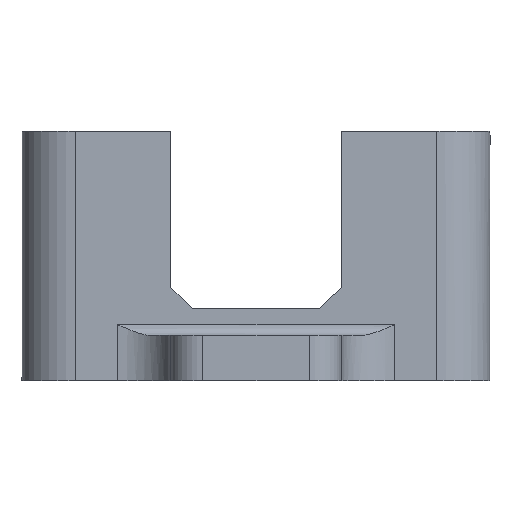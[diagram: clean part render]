
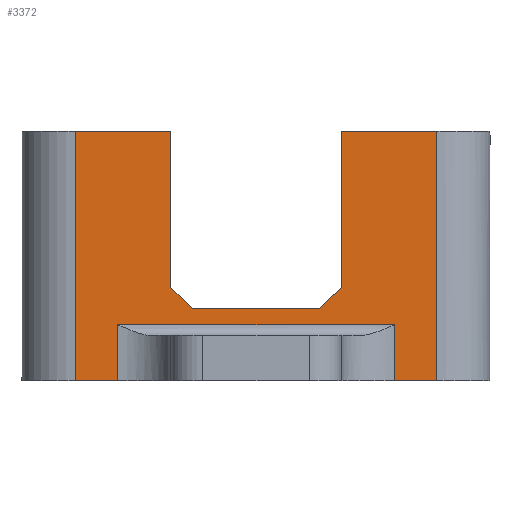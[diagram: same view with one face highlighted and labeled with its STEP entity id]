
A CAD part, front view. The second image highlights one B-rep face of the part: STEP entity #3372.
In plain terms, the highlighted face is planar.
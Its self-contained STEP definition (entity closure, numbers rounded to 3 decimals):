
#146=FACE_OUTER_BOUND('',#319,.T.);
#319=EDGE_LOOP('',(#2286,#2287,#2288,#2289,#2290,#2291,#2292,#2293,#2294,
#2295,#2296,#2297,#2298,#2299));
#527=LINE('',#4678,#972);
#531=LINE('',#4685,#976);
#532=LINE('',#4688,#977);
#541=LINE('',#4745,#986);
#546=LINE('',#4767,#991);
#549=LINE('',#4774,#994);
#551=LINE('',#4780,#996);
#552=LINE('',#4782,#997);
#553=LINE('',#4784,#998);
#554=LINE('',#4785,#999);
#555=LINE('',#4787,#1000);
#556=LINE('',#4789,#1001);
#557=LINE('',#4791,#1002);
#558=LINE('',#4792,#1003);
#972=VECTOR('',#3787,10.);
#976=VECTOR('',#3793,10.);
#977=VECTOR('',#3796,10.);
#986=VECTOR('',#3821,10.);
#991=VECTOR('',#3842,10.);
#994=VECTOR('',#3849,10.);
#996=VECTOR('',#3855,10.);
#997=VECTOR('',#3856,10.);
#998=VECTOR('',#3857,10.);
#999=VECTOR('',#3858,10.);
#1000=VECTOR('',#3859,10.);
#1001=VECTOR('',#3860,10.);
#1002=VECTOR('',#3861,10.);
#1003=VECTOR('',#3862,10.);
#1415=VERTEX_POINT('',#4675);
#1416=VERTEX_POINT('',#4677);
#1418=VERTEX_POINT('',#4683);
#1419=VERTEX_POINT('',#4687);
#1432=VERTEX_POINT('',#4728);
#1435=VERTEX_POINT('',#4738);
#1444=VERTEX_POINT('',#4765);
#1446=VERTEX_POINT('',#4773);
#1448=VERTEX_POINT('',#4779);
#1449=VERTEX_POINT('',#4781);
#1450=VERTEX_POINT('',#4783);
#1451=VERTEX_POINT('',#4786);
#1452=VERTEX_POINT('',#4788);
#1453=VERTEX_POINT('',#4790);
#1739=EDGE_CURVE('',#1415,#1416,#527,.T.);
#1743=EDGE_CURVE('',#1418,#1415,#531,.T.);
#1744=EDGE_CURVE('',#1419,#1418,#532,.T.);
#1762=EDGE_CURVE('',#1435,#1432,#541,.T.);
#1773=EDGE_CURVE('',#1435,#1444,#546,.T.);
#1776=EDGE_CURVE('',#1432,#1446,#549,.T.);
#1779=EDGE_CURVE('',#1448,#1444,#551,.T.);
#1780=EDGE_CURVE('',#1449,#1448,#552,.T.);
#1781=EDGE_CURVE('',#1449,#1450,#553,.T.);
#1782=EDGE_CURVE('',#1416,#1450,#554,.T.);
#1783=EDGE_CURVE('',#1451,#1419,#555,.T.);
#1784=EDGE_CURVE('',#1451,#1452,#556,.T.);
#1785=EDGE_CURVE('',#1453,#1452,#557,.T.);
#1786=EDGE_CURVE('',#1446,#1453,#558,.T.);
#2286=ORIENTED_EDGE('',*,*,#1773,.T.);
#2287=ORIENTED_EDGE('',*,*,#1779,.F.);
#2288=ORIENTED_EDGE('',*,*,#1780,.F.);
#2289=ORIENTED_EDGE('',*,*,#1781,.T.);
#2290=ORIENTED_EDGE('',*,*,#1782,.F.);
#2291=ORIENTED_EDGE('',*,*,#1739,.F.);
#2292=ORIENTED_EDGE('',*,*,#1743,.F.);
#2293=ORIENTED_EDGE('',*,*,#1744,.F.);
#2294=ORIENTED_EDGE('',*,*,#1783,.F.);
#2295=ORIENTED_EDGE('',*,*,#1784,.T.);
#2296=ORIENTED_EDGE('',*,*,#1785,.F.);
#2297=ORIENTED_EDGE('',*,*,#1786,.F.);
#2298=ORIENTED_EDGE('',*,*,#1776,.F.);
#2299=ORIENTED_EDGE('',*,*,#1762,.F.);
#3221=PLANE('',#3570);
#3372=ADVANCED_FACE('',(#146),#3221,.F.);
#3570=AXIS2_PLACEMENT_3D('',#4778,#3853,#3854);
#3787=DIRECTION('',(0.,0.707,-0.707));
#3793=DIRECTION('',(0.009,0.,-1.));
#3796=DIRECTION('',(0.012,-0.707,-0.707));
#3821=DIRECTION('',(-0.009,0.,1.));
#3842=DIRECTION('',(0.009,-1.,0.));
#3849=DIRECTION('',(0.009,-1.,0.));
#3853=DIRECTION('center_axis',(-1.,-0.009,-0.009));
#3854=DIRECTION('ref_axis',(-0.009,0.,1.));
#3855=DIRECTION('',(-0.009,0.,1.));
#3856=DIRECTION('',(0.009,-1.,0.));
#3857=DIRECTION('',(-0.009,0.,1.));
#3858=DIRECTION('',(-0.009,1.,0.));
#3859=DIRECTION('',(0.009,-1.,0.));
#3860=DIRECTION('',(-0.009,0.,1.));
#3861=DIRECTION('',(-0.009,1.,0.));
#3862=DIRECTION('',(-0.009,0.,1.));
#4675=CARTESIAN_POINT('',(27.193,-101.292,17.713));
#4677=CARTESIAN_POINT('',(27.193,-99.292,15.713));
#4678=CARTESIAN_POINT('',(27.193,-100.693,17.114));
#4683=CARTESIAN_POINT('',(27.088,-101.292,29.713));
#4685=CARTESIAN_POINT('',(27.071,-101.292,31.713));
#4687=CARTESIAN_POINT('',(27.053,-99.292,31.712));
#4688=CARTESIAN_POINT('',(27.095,-101.667,29.338));
#4728=CARTESIAN_POINT('',(27.04,-102.792,36.713));
#4738=CARTESIAN_POINT('',(27.267,-102.792,10.713));
#4745=CARTESIAN_POINT('',(27.083,-102.792,31.838));
#4765=CARTESIAN_POINT('',(27.313,-108.092,10.714));
#4767=CARTESIAN_POINT('',(27.28,-104.292,10.714));
#4773=CARTESIAN_POINT('',(27.087,-108.092,36.713));
#4774=CARTESIAN_POINT('',(27.053,-104.292,36.713));
#4778=CARTESIAN_POINT('Origin',(27.119,-96.844,21.764));
#4779=CARTESIAN_POINT('',(27.348,-108.092,6.714));
#4780=CARTESIAN_POINT('',(27.099,-108.092,35.239));
#4781=CARTESIAN_POINT('',(27.143,-84.593,6.712));
#4782=CARTESIAN_POINT('',(27.251,-96.968,6.713));
#4783=CARTESIAN_POINT('',(27.065,-84.593,15.712));
#4784=CARTESIAN_POINT('',(26.739,-84.593,52.988));
#4785=CARTESIAN_POINT('',(27.225,-102.968,15.713));
#4786=CARTESIAN_POINT('',(26.925,-84.593,31.711));
#4787=CARTESIAN_POINT('',(27.085,-102.968,31.713));
#4788=CARTESIAN_POINT('',(26.847,-84.593,40.711));
#4789=CARTESIAN_POINT('',(26.739,-84.593,52.988));
#4790=CARTESIAN_POINT('',(27.052,-108.092,40.713));
#4791=CARTESIAN_POINT('',(26.955,-96.968,40.712));
#4792=CARTESIAN_POINT('',(27.099,-108.092,35.239));
